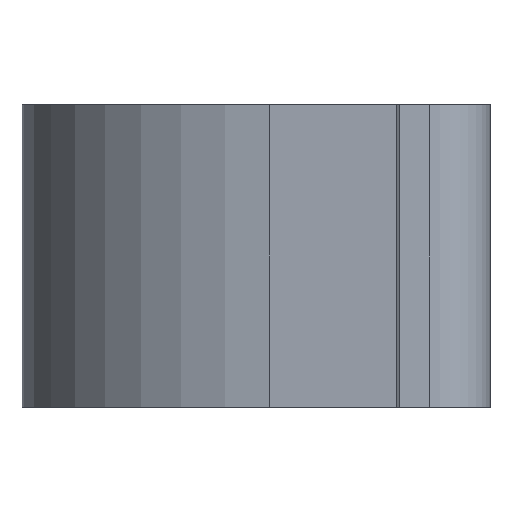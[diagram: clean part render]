
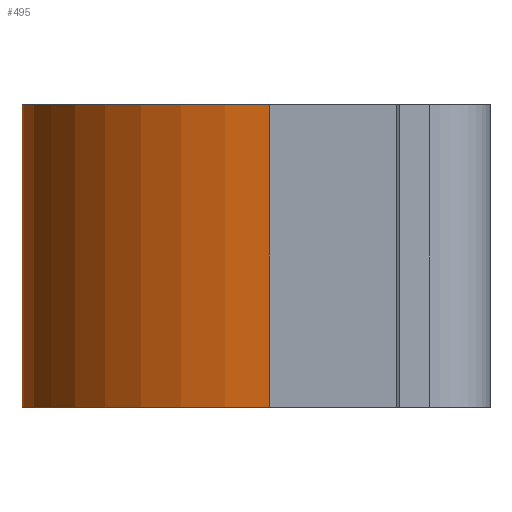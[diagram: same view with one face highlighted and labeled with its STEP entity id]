
A CAD part, left-side view. The second image highlights one B-rep face of the part: STEP entity #495.
In plain terms, the highlighted cylindrical face has radius 9 mm (diameter 18 mm), a partial arc.
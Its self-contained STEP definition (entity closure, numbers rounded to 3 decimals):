
#5 = ORIENTED_EDGE ( 'NONE', *, *, #92, .F. ) ;
#14 = CARTESIAN_POINT ( 'NONE',  ( -8.966, 0.784, 5. ) ) ;
#25 = CARTESIAN_POINT ( 'NONE',  ( -8.966, 0.784, 5. ) ) ;
#49 = CARTESIAN_POINT ( 'NONE',  ( 0., 0., 5. ) ) ;
#61 = CARTESIAN_POINT ( 'NONE',  ( 9., 0., -5. ) ) ;
#92 = EDGE_CURVE ( 'NONE', #523, #427, #321, .T. ) ;
#98 = EDGE_CURVE ( 'NONE', #310, #427, #296, .T. ) ;
#115 = EDGE_CURVE ( 'NONE', #503, #310, #281, .T. ) ;
#160 = CYLINDRICAL_SURFACE ( 'NONE', #434, 9. ) ;
#198 = FACE_OUTER_BOUND ( 'NONE', #577, .T. ) ;
#215 = CIRCLE ( 'NONE', #294, 9. ) ;
#246 = DIRECTION ( 'NONE',  ( 0., 0., -1. ) ) ;
#256 = CARTESIAN_POINT ( 'NONE',  ( 9., 0., 5. ) ) ;
#279 = VECTOR ( 'NONE', #607, 1000. ) ;
#281 = LINE ( 'NONE', #414, #279 ) ;
#287 = VECTOR ( 'NONE', #246, 1000. ) ;
#294 = AXIS2_PLACEMENT_3D ( 'NONE', #49, #583, #544 ) ;
#296 = CIRCLE ( 'NONE', #550, 9. ) ;
#297 = DIRECTION ( 'NONE',  ( 0., 0., 1. ) ) ;
#310 = VERTEX_POINT ( 'NONE', #61 ) ;
#315 = CARTESIAN_POINT ( 'NONE',  ( 0., 0., -5. ) ) ;
#318 = DIRECTION ( 'NONE',  ( 1., 0., 0. ) ) ;
#321 = LINE ( 'NONE', #25, #287 ) ;
#370 = EDGE_CURVE ( 'NONE', #503, #523, #215, .T. ) ;
#414 = CARTESIAN_POINT ( 'NONE',  ( 9., 0., 5. ) ) ;
#418 = ORIENTED_EDGE ( 'NONE', *, *, #370, .F. ) ;
#427 = VERTEX_POINT ( 'NONE', #447 ) ;
#434 = AXIS2_PLACEMENT_3D ( 'NONE', #537, #514, #496 ) ;
#447 = CARTESIAN_POINT ( 'NONE',  ( -8.966, 0.784, -5. ) ) ;
#495 = ADVANCED_FACE ( 'NONE', ( #198 ), #160, .T. ) ;
#496 = DIRECTION ( 'NONE',  ( -1., 0., 0. ) ) ;
#503 = VERTEX_POINT ( 'NONE', #256 ) ;
#514 = DIRECTION ( 'NONE',  ( 0., 0., -1. ) ) ;
#522 = ORIENTED_EDGE ( 'NONE', *, *, #115, .T. ) ;
#523 = VERTEX_POINT ( 'NONE', #14 ) ;
#537 = CARTESIAN_POINT ( 'NONE',  ( 0., 0., 5. ) ) ;
#540 = ORIENTED_EDGE ( 'NONE', *, *, #98, .T. ) ;
#544 = DIRECTION ( 'NONE',  ( 1., 0., 0. ) ) ;
#550 = AXIS2_PLACEMENT_3D ( 'NONE', #315, #297, #318 ) ;
#577 = EDGE_LOOP ( 'NONE', ( #540, #5, #418, #522 ) ) ;
#583 = DIRECTION ( 'NONE',  ( 0., 0., 1. ) ) ;
#607 = DIRECTION ( 'NONE',  ( 0., 0., -1. ) ) ;
